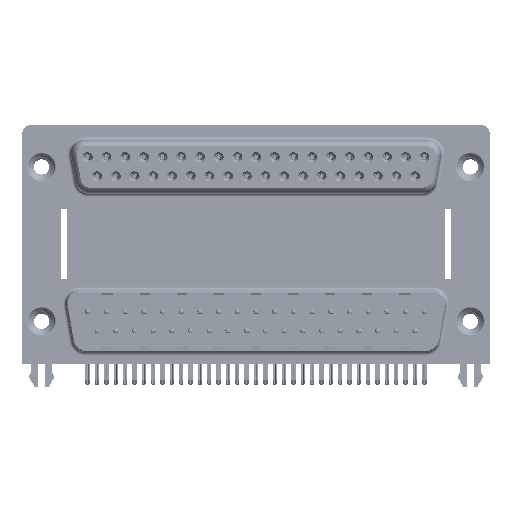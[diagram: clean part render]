
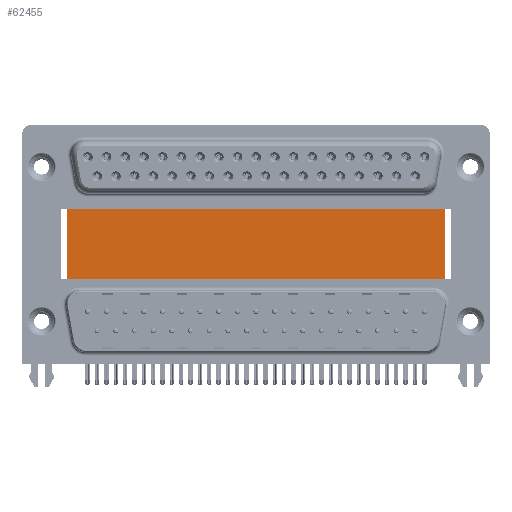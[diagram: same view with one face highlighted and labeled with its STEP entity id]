
A CAD part, top view. The second image highlights one B-rep face of the part: STEP entity #62455.
In plain terms, the highlighted planar face has unit normal (0, 0, 1).
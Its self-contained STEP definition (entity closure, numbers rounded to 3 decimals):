
#2331 = LINE ( 'NONE', #18204, #20582 ) ;
#4735 = LINE ( 'NONE', #31173, #67263 ) ;
#10878 = CARTESIAN_POINT ( 'NONE',  ( 3.79, 16.585, -12. ) ) ;
#12253 = CARTESIAN_POINT ( 'NONE',  ( 59.71, 16.585, -12. ) ) ;
#18204 = CARTESIAN_POINT ( 'NONE',  ( 3.79, -3.735, -12. ) ) ;
#19754 = EDGE_CURVE ( 'NONE', #63381, #50457, #2331, .T. ) ;
#20582 = VECTOR ( 'NONE', #22810, 1000. ) ;
#21058 = CARTESIAN_POINT ( 'NONE',  ( 3.79, -3.735, -12. ) ) ;
#22810 = DIRECTION ( 'NONE',  ( 1., 0., 0. ) ) ;
#22842 = DIRECTION ( 'NONE',  ( 0., -1., 0. ) ) ;
#27643 = LINE ( 'NONE', #49090, #40458 ) ;
#29218 = EDGE_CURVE ( 'NONE', #45163, #63381, #4735, .T. ) ;
#30584 = EDGE_CURVE ( 'NONE', #45163, #55401, #27643, .T. ) ;
#31173 = CARTESIAN_POINT ( 'NONE',  ( 3.79, 16.585, -12. ) ) ;
#33351 = CARTESIAN_POINT ( 'NONE',  ( 3.79, 16.585, -12. ) ) ;
#35635 = ORIENTED_EDGE ( 'NONE', *, *, #56527, .F. ) ;
#40207 = ORIENTED_EDGE ( 'NONE', *, *, #29218, .T. ) ;
#40458 = VECTOR ( 'NONE', #60319, 1000. ) ;
#45163 = VERTEX_POINT ( 'NONE', #10878 ) ;
#45324 = LINE ( 'NONE', #12253, #57747 ) ;
#46521 = ORIENTED_EDGE ( 'NONE', *, *, #19754, .T. ) ;
#47017 = ORIENTED_EDGE ( 'NONE', *, *, #30584, .F. ) ;
#47540 = CARTESIAN_POINT ( 'NONE',  ( 59.71, -3.735, -12. ) ) ;
#48013 = DIRECTION ( 'NONE',  ( 0., -1., 0. ) ) ;
#48055 = AXIS2_PLACEMENT_3D ( 'NONE', #33351, #65331, #50215 ) ;
#49090 = CARTESIAN_POINT ( 'NONE',  ( 3.79, 16.585, -12. ) ) ;
#50215 = DIRECTION ( 'NONE',  ( -1., 0., 0. ) ) ;
#50457 = VERTEX_POINT ( 'NONE', #47540 ) ;
#50550 = FACE_OUTER_BOUND ( 'NONE', #59264, .T. ) ;
#54827 = CARTESIAN_POINT ( 'NONE',  ( 59.71, 16.585, -12. ) ) ;
#55401 = VERTEX_POINT ( 'NONE', #54827 ) ;
#56527 = EDGE_CURVE ( 'NONE', #55401, #50457, #45324, .T. ) ;
#57747 = VECTOR ( 'NONE', #22842, 1000. ) ;
#59264 = EDGE_LOOP ( 'NONE', ( #46521, #35635, #47017, #40207 ) ) ;
#60319 = DIRECTION ( 'NONE',  ( 1., 0., 0. ) ) ;
#62455 = ADVANCED_FACE ( 'NONE', ( #50550 ), #66030, .F. ) ;
#63381 = VERTEX_POINT ( 'NONE', #21058 ) ;
#65331 = DIRECTION ( 'NONE',  ( 0., 0., -1. ) ) ;
#66030 = PLANE ( 'NONE',  #48055 ) ;
#67263 = VECTOR ( 'NONE', #48013, 1000. ) ;
